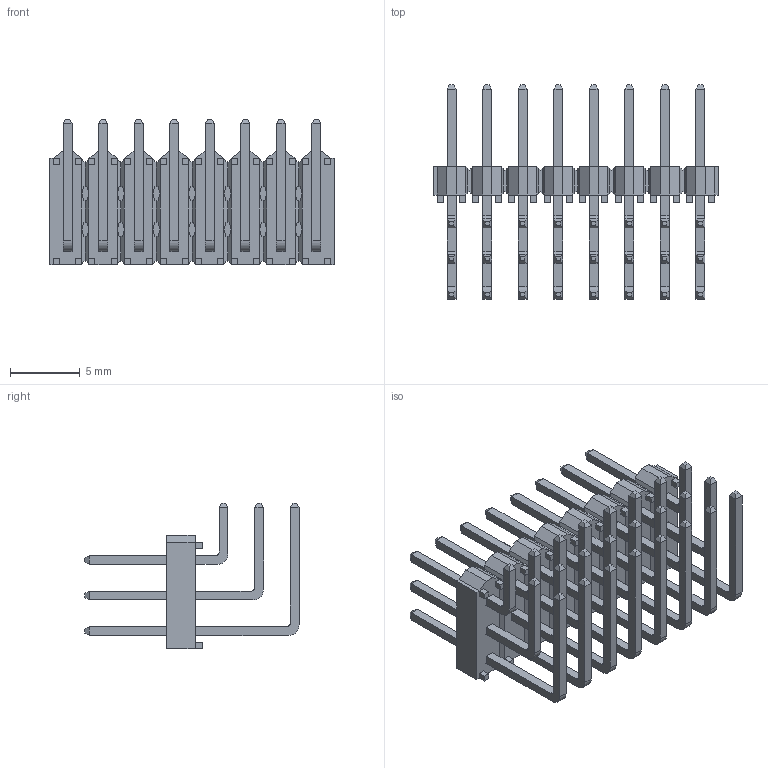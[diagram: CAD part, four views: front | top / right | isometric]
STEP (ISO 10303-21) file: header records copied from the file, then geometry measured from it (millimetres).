
FILE_DESCRIPTION(/* description */ ('STEP AP214'),/* implementation_level */ '2;1');
FILE_NAME(/* name */ 'TSW-108-08-G-T-RA',/* time_stamp */ '2024-10-05T19:56:10+02:00',/* author */ ('License CC BY-ND 4.0'),/* organization */ ('CADENAS'),/* preprocessor_version */ 'ST-DEVELOPER v19.3',/* originating_system */ 'PARTsolutions',/* authorisation */ ' ');
FILE_SCHEMA (('AUTOMOTIVE_DESIGN {1 0 10303 214 3 1 1}'));
Length unit declared in the file: inch
Products named in the file (3): TSW-108-08-G-T-RA; TSW-108-08-G-T-RA_body; T-1S6-08-TSW-1-08-8-RA-T
Assembly tree (2 placements, depth 2):
  TSW-108-08-G-T-RA
    TSW-108-08-G-T-RA_body
    T-1S6-08-TSW-1-08-8-RA-T
Bounding box: 20.32 x 15.3 x 10.41 mm (x, y, z)
Volume: 483.7 mm3; surface area: 1998.3 mm2
Topology: 2 solids, 2 shells, 1034 faces, 2710 edges, 1700 vertices
Faces by surface type: plane 986, cylinder 48
Entity records: 31020 total; most frequent: CARTESIAN_POINT 5447, ORIENTED_EDGE 5420, DIRECTION 4880, EDGE_CURVE 2710, LINE 2614, VECTOR 2614, VERTEX_POINT 1700, AXIS2_PLACEMENT_3D 1133
